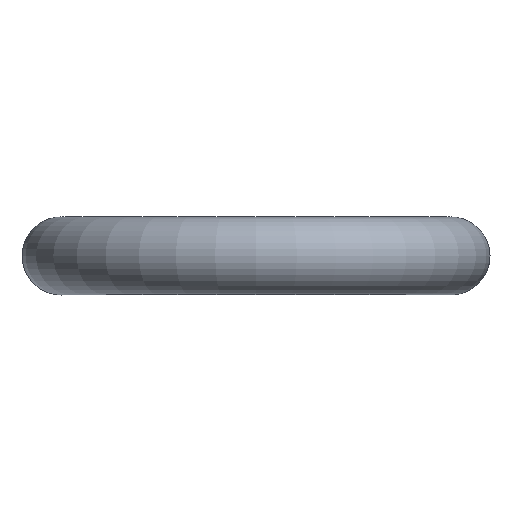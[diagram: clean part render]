
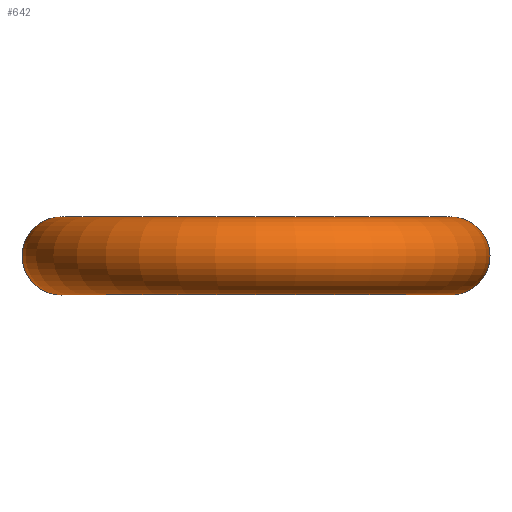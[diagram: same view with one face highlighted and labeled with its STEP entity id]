
A CAD part, front view. The second image highlights one B-rep face of the part: STEP entity #642.
In plain terms, the highlighted toroidal (fillet/blend) face has major radius 50.029 mm and minor radius 10 mm.
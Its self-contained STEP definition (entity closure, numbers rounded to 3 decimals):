
#200=TOROIDAL_SURFACE('',#694,50.029,10.);
#203=FACE_OUTER_BOUND('',#237,.T.);
#237=EDGE_LOOP('',(#468,#469,#470,#471));
#319=CIRCLE('',#691,10.);
#320=CIRCLE('',#693,10.);
#321=CIRCLE('',#695,40.029);
#326=VERTEX_POINT('',#844);
#327=VERTEX_POINT('',#847);
#382=EDGE_CURVE('',#326,#326,#319,.F.);
#383=EDGE_CURVE('',#327,#327,#320,.F.);
#384=EDGE_CURVE('',#327,#326,#321,.T.);
#468=ORIENTED_EDGE('',*,*,#383,.F.);
#469=ORIENTED_EDGE('',*,*,#384,.T.);
#470=ORIENTED_EDGE('',*,*,#382,.T.);
#471=ORIENTED_EDGE('',*,*,#384,.F.);
#642=ADVANCED_FACE('',(#203),#200,.T.);
#691=AXIS2_PLACEMENT_3D('',#845,#735,#736);
#693=AXIS2_PLACEMENT_3D('',#848,#739,#740);
#694=AXIS2_PLACEMENT_3D('',#849,#741,#742);
#695=AXIS2_PLACEMENT_3D('',#850,#743,#744);
#735=DIRECTION('center_axis',(0.,1.,0.));
#736=DIRECTION('ref_axis',(1.,0.,0.));
#739=DIRECTION('center_axis',(0.,-1.,0.));
#740=DIRECTION('ref_axis',(-1.,0.,0.));
#741=DIRECTION('center_axis',(0.,0.,-1.));
#742=DIRECTION('ref_axis',(-1.,0.,0.));
#743=DIRECTION('center_axis',(0.,0.,1.));
#744=DIRECTION('ref_axis',(-1.,0.,0.));
#844=CARTESIAN_POINT('',(40.029,0.,-0.07));
#845=CARTESIAN_POINT('Origin',(50.029,0.,-0.07));
#847=CARTESIAN_POINT('',(-40.029,0.,-0.07));
#848=CARTESIAN_POINT('Origin',(-50.029,0.,-0.07));
#849=CARTESIAN_POINT('Origin',(0.,0.,-0.07));
#850=CARTESIAN_POINT('Origin',(0.,0.,-0.07));
